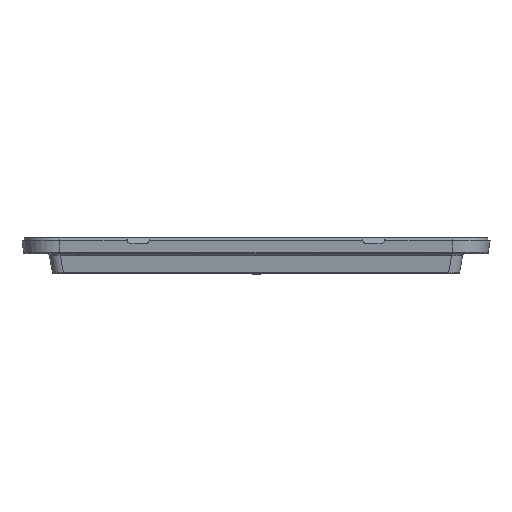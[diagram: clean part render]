
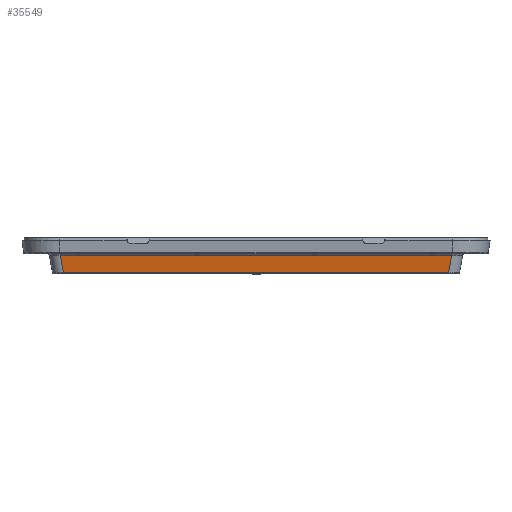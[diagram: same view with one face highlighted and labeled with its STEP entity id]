
A CAD part, front view. The second image highlights one B-rep face of the part: STEP entity #35549.
In plain terms, the highlighted planar face has unit normal (0, -0.985, -0.174).
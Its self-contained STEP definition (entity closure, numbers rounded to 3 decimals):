
#10299=DIRECTION('',(-0.171,0.171,-0.97));
#10300=VECTOR('',#10299,6.694);
#10301=CARTESIAN_POINT('',(74.691,-78.899,
-6.826));
#10302=LINE('',#10301,#10300);
#10303=DIRECTION('',(-0.171,-0.171,0.97));
#10304=VECTOR('',#10303,6.694);
#10305=CARTESIAN_POINT('',(-73.557,-77.753,-13.322));
#10306=LINE('',#10305,#10304);
#10307=DIRECTION('',(1.,0.,0.));
#10308=VECTOR('',#10307,149.393);
#10309=CARTESIAN_POINT('',(-74.702,-78.899,
-6.826));
#10310=LINE('',#10309,#10308);
#10405=DIRECTION('',(1.,0.,0.));
#10406=VECTOR('',#10405,147.102);
#10407=CARTESIAN_POINT('',(-73.557,-77.753,-13.322));
#10408=LINE('',#10407,#10406);
#19466=CARTESIAN_POINT('',(74.691,-78.899,
-6.826));
#19467=VERTEX_POINT('',#19466);
#19468=CARTESIAN_POINT('',(-74.702,-78.899,
-6.826));
#19469=VERTEX_POINT('',#19468);
#19538=CARTESIAN_POINT('',(-73.557,-77.753,-13.322));
#19539=VERTEX_POINT('',#19538);
#19541=CARTESIAN_POINT('',(73.546,-77.753,
-13.322));
#19542=VERTEX_POINT('',#19541);
#35536=CARTESIAN_POINT('',(-0.005,-78.362,
-9.867));
#35537=DIRECTION('',(0.,0.985,0.174));
#35538=DIRECTION('',(-1.,0.,0.));
#35539=AXIS2_PLACEMENT_3D('',#35536,#35537,#35538);
#35540=PLANE('',#35539);
#35542=ORIENTED_EDGE('',*,*,#35541,.T.);
#35544=ORIENTED_EDGE('',*,*,#35543,.F.);
#35545=ORIENTED_EDGE('',*,*,#35526,.T.);
#35546=ORIENTED_EDGE('',*,*,#34717,.T.);
#35547=EDGE_LOOP('',(#35542,#35544,#35545,#35546));
#35548=FACE_OUTER_BOUND('',#35547,.F.);
#35549=ADVANCED_FACE('',(#35548),#35540,.F.);
#34717=EDGE_CURVE('',#19469,#19467,#10310,.T.);
#35526=EDGE_CURVE('',#19539,#19469,#10306,.T.);
#35541=EDGE_CURVE('',#19467,#19542,#10302,.T.);
#35543=EDGE_CURVE('',#19539,#19542,#10408,.T.);
